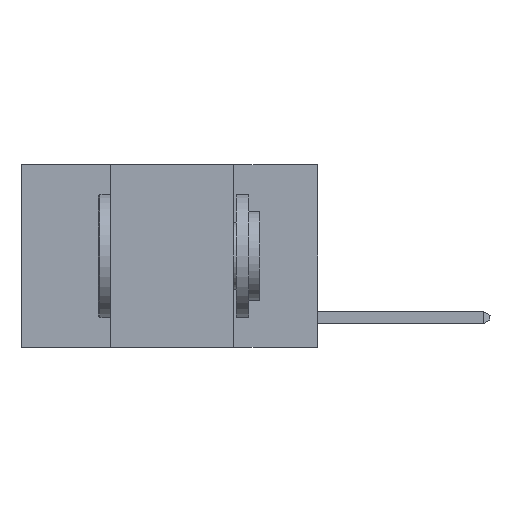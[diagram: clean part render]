
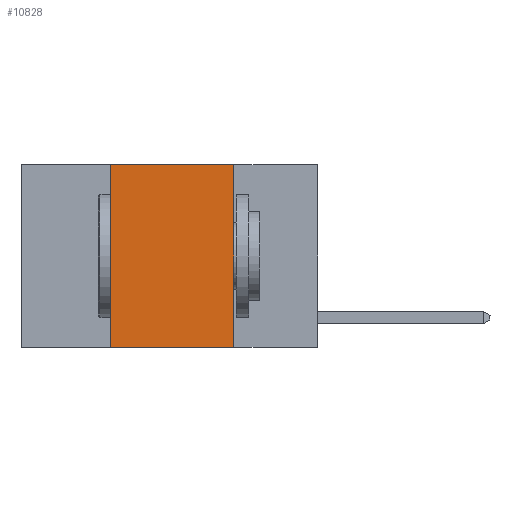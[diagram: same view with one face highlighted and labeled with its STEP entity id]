
A CAD part, left-side view. The second image highlights one B-rep face of the part: STEP entity #10828.
In plain terms, the highlighted planar face has unit normal (-1, 0, 0).
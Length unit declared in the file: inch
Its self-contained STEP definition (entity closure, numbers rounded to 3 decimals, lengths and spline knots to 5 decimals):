
#657 = CARTESIAN_POINT ( 'NONE',  ( 0., 0.6, 0. ) ) ;
#776 = PLANE ( 'NONE',  #22421 ) ;
#1083 = LINE ( 'NONE', #12783, #16350 ) ;
#2042 = ORIENTED_EDGE ( 'NONE', *, *, #19284, .F. ) ;
#2579 = FACE_OUTER_BOUND ( 'NONE', #22500, .T. ) ;
#3502 = VERTEX_POINT ( 'NONE', #24636 ) ;
#3688 = VECTOR ( 'NONE', #20336, 39.37008 ) ;
#5107 = LINE ( 'NONE', #13210, #3688 ) ;
#7576 = CARTESIAN_POINT ( 'NONE',  ( 0., 0.42, 0. ) ) ;
#7605 = LINE ( 'NONE', #19444, #12763 ) ;
#8634 = DIRECTION ( 'NONE',  ( 1., 0., 0. ) ) ;
#9668 = DIRECTION ( 'NONE',  ( 0., -1., 0. ) ) ;
#10086 = CARTESIAN_POINT ( 'NONE',  ( 0., 0.17, 0. ) ) ;
#10207 = VERTEX_POINT ( 'NONE', #10086 ) ;
#10417 = CARTESIAN_POINT ( 'NONE',  ( 0., 0.42, -0.37 ) ) ;
#10593 = VERTEX_POINT ( 'NONE', #11845 ) ;
#10828 = ADVANCED_FACE ( 'NONE', ( #2579 ), #776, .F. ) ;
#11845 = CARTESIAN_POINT ( 'NONE',  ( 0., 0.17, -0.37 ) ) ;
#12533 = DIRECTION ( 'NONE',  ( 0., -1., 0. ) ) ;
#12763 = VECTOR ( 'NONE', #9668, 39.37008 ) ;
#12783 = CARTESIAN_POINT ( 'NONE',  ( 0., 0.6, 0. ) ) ;
#13210 = CARTESIAN_POINT ( 'NONE',  ( 0., 0.17, 0. ) ) ;
#13246 = DIRECTION ( 'NONE',  ( 0., 0., -1. ) ) ;
#13827 = VECTOR ( 'NONE', #15404, 39.37008 ) ;
#15404 = DIRECTION ( 'NONE',  ( 0., 0., 1. ) ) ;
#16263 = ORIENTED_EDGE ( 'NONE', *, *, #22211, .T. ) ;
#16350 = VECTOR ( 'NONE', #12533, 39.37008 ) ;
#17110 = EDGE_CURVE ( 'NONE', #20338, #3502, #19659, .T. ) ;
#17494 = ORIENTED_EDGE ( 'NONE', *, *, #17110, .F. ) ;
#19284 = EDGE_CURVE ( 'NONE', #3502, #10207, #1083, .T. ) ;
#19444 = CARTESIAN_POINT ( 'NONE',  ( 0., 0.6, -0.37 ) ) ;
#19659 = LINE ( 'NONE', #7576, #13827 ) ;
#19770 = ORIENTED_EDGE ( 'NONE', *, *, #21414, .F. ) ;
#20336 = DIRECTION ( 'NONE',  ( 0., 0., -1. ) ) ;
#20338 = VERTEX_POINT ( 'NONE', #10417 ) ;
#21414 = EDGE_CURVE ( 'NONE', #10207, #10593, #5107, .T. ) ;
#22211 = EDGE_CURVE ( 'NONE', #20338, #10593, #7605, .T. ) ;
#22421 = AXIS2_PLACEMENT_3D ( 'NONE', #657, #8634, #13246 ) ;
#22500 = EDGE_LOOP ( 'NONE', ( #19770, #2042, #17494, #16263 ) ) ;
#24636 = CARTESIAN_POINT ( 'NONE',  ( 0., 0.42, 0. ) ) ;
